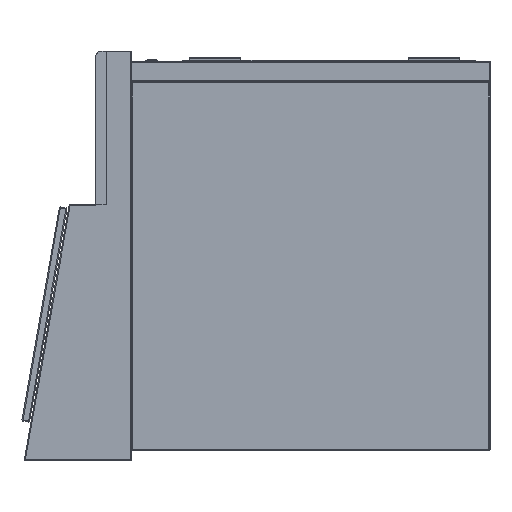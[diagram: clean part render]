
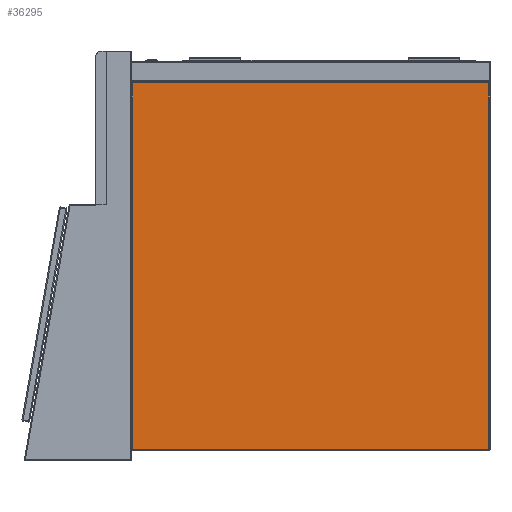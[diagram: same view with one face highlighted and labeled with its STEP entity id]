
A CAD part, left-side view. The second image highlights one B-rep face of the part: STEP entity #36295.
In plain terms, the highlighted planar face has unit normal (-1, 0, 0).
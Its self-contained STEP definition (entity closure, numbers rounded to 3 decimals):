
#509 = VERTEX_POINT ( 'NONE', #15265 ) ;
#1241 = EDGE_LOOP ( 'NONE', ( #19187, #18677, #21208, #10124 ) ) ;
#1305 = VECTOR ( 'NONE', #37472, 1000. ) ;
#2270 = CARTESIAN_POINT ( 'NONE',  ( -880., 348., -758. ) ) ;
#5444 = LINE ( 'NONE', #8599, #1305 ) ;
#7921 = LINE ( 'NONE', #24339, #17095 ) ;
#8599 = CARTESIAN_POINT ( 'NONE',  ( -880., 350., -42. ) ) ;
#9827 = DIRECTION ( 'NONE',  ( 0., 0., 1. ) ) ;
#10124 = ORIENTED_EDGE ( 'NONE', *, *, #25965, .T. ) ;
#10187 = DIRECTION ( 'NONE',  ( 0., 0., 1. ) ) ;
#11259 = EDGE_CURVE ( 'NONE', #18520, #509, #5444, .T. ) ;
#15265 = CARTESIAN_POINT ( 'NONE',  ( -880., 348., -42. ) ) ;
#15496 = LINE ( 'NONE', #22412, #18195 ) ;
#15702 = FACE_OUTER_BOUND ( 'NONE', #1241, .T. ) ;
#15770 = VECTOR ( 'NONE', #9827, 1000. ) ;
#15963 = CARTESIAN_POINT ( 'NONE',  ( -880., -348., -760. ) ) ;
#17095 = VECTOR ( 'NONE', #30276, 1000. ) ;
#18195 = VECTOR ( 'NONE', #28360, 1000. ) ;
#18520 = VERTEX_POINT ( 'NONE', #34684 ) ;
#18677 = ORIENTED_EDGE ( 'NONE', *, *, #11259, .T. ) ;
#19187 = ORIENTED_EDGE ( 'NONE', *, *, #19552, .T. ) ;
#19552 = EDGE_CURVE ( 'NONE', #40675, #18520, #34696, .T. ) ;
#21176 = PLANE ( 'NONE',  #39780 ) ;
#21208 = ORIENTED_EDGE ( 'NONE', *, *, #29336, .T. ) ;
#22412 = CARTESIAN_POINT ( 'NONE',  ( -880., -350., -758. ) ) ;
#23157 = VERTEX_POINT ( 'NONE', #2270 ) ;
#24339 = CARTESIAN_POINT ( 'NONE',  ( -880., 348., -760. ) ) ;
#25965 = EDGE_CURVE ( 'NONE', #23157, #40675, #15496, .T. ) ;
#28360 = DIRECTION ( 'NONE',  ( 0., -1., 0. ) ) ;
#29336 = EDGE_CURVE ( 'NONE', #509, #23157, #7921, .T. ) ;
#30276 = DIRECTION ( 'NONE',  ( 0., 0., -1. ) ) ;
#30455 = CARTESIAN_POINT ( 'NONE',  ( -880., -348., -758. ) ) ;
#34029 = CARTESIAN_POINT ( 'NONE',  ( -880., -350., -760. ) ) ;
#34684 = CARTESIAN_POINT ( 'NONE',  ( -880., -348., -42. ) ) ;
#34696 = LINE ( 'NONE', #15963, #15770 ) ;
#36295 = ADVANCED_FACE ( 'Fl�che7', ( #15702 ), #21176, .T. ) ;
#37472 = DIRECTION ( 'NONE',  ( 0., 1., 0. ) ) ;
#39050 = DIRECTION ( 'NONE',  ( -1., 0., 0. ) ) ;
#39780 = AXIS2_PLACEMENT_3D ( 'NONE', #34029, #39050, #10187 ) ;
#40675 = VERTEX_POINT ( 'NONE', #30455 ) ;
